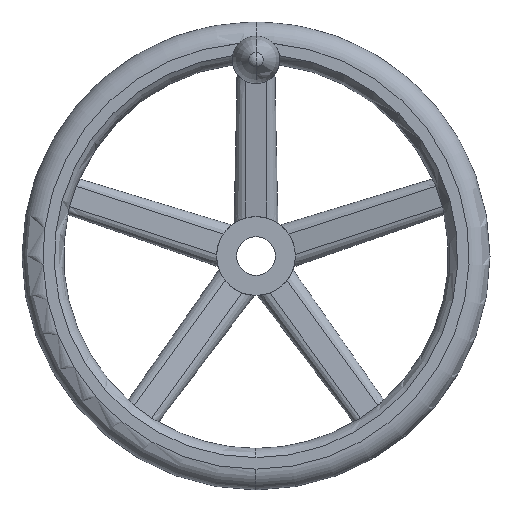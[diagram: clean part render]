
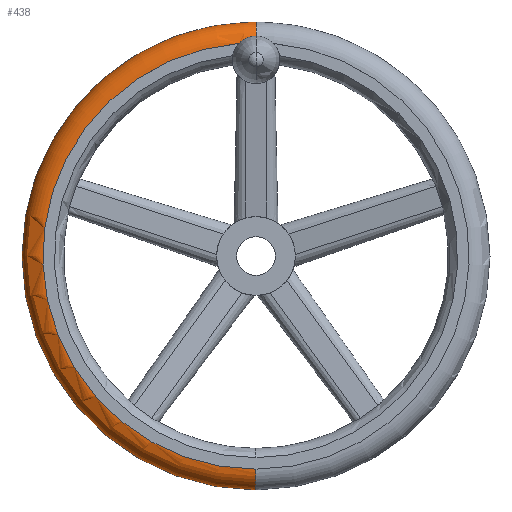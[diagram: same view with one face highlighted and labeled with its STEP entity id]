
A CAD part, top view. The second image highlights one B-rep face of the part: STEP entity #438.
In plain terms, the highlighted toroidal (fillet/blend) face has major radius 143.5 mm and minor radius 14 mm.
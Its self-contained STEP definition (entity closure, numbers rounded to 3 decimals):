
#350=EDGE_CURVE('',#396,#674,#991,.T.);
#396=VERTEX_POINT('',#1041);
#438=ADVANCED_FACE('',(#1085),#1086,.T.);
#552=EDGE_CURVE('',#844,#674,#1220,.T.);
#674=VERTEX_POINT('',#1351);
#706=EDGE_CURVE('',#730,#870,#1387,.T.);
#730=VERTEX_POINT('',#1414);
#798=EDGE_CURVE('',#730,#396,#1490,.T.);
#844=VERTEX_POINT('',#1541);
#870=VERTEX_POINT('',#1567);
#890=EDGE_CURVE('',#844,#870,#1588,.T.);
#991=CIRCLE('',#1691,143.5);
#1041=CARTESIAN_POINT('',(-11.589,143.031,56.));
#1085=FACE_OUTER_BOUND('',#2037,.T.);
#1086=TOROIDAL_SURFACE('',#2038,143.5,14.0);
#1220=CIRCLE('',#2355,14.0);
#1351=CARTESIAN_POINT('',(0.,143.5,56.0));
#1387=CIRCLE('',#2951,14.0);
#1414=CARTESIAN_POINT('',(0.,-143.5,56.0));
#1490=CIRCLE('',#3145,143.5);
#1541=CARTESIAN_POINT('',(0.,157.5,42.0));
#1567=CARTESIAN_POINT('',(0.,-157.5,42.0));
#1588=CIRCLE('',#3354,157.5);
#1691=AXIS2_PLACEMENT_3D('',#3621,#3622,#3623);
#2037=EDGE_LOOP('',(#3705,#3706,#3707,#3708,#3709));
#2038=AXIS2_PLACEMENT_3D('',#3710,#3711,#3712);
#2355=AXIS2_PLACEMENT_3D('',#3921,#3922,#3923);
#2951=AXIS2_PLACEMENT_3D('',#4090,#4091,#4092);
#3145=AXIS2_PLACEMENT_3D('',#4229,#4230,#4231);
#3354=AXIS2_PLACEMENT_3D('',#4314,#4315,#4316);
#3621=CARTESIAN_POINT('',(0.,0.,56.0));
#3622=DIRECTION('',(0.,0.,-1.0));
#3623=DIRECTION('',(0.,1.0,0.));
#3705=ORIENTED_EDGE('',*,*,#890,.T.);
#3706=ORIENTED_EDGE('',*,*,#706,.F.);
#3707=ORIENTED_EDGE('',*,*,#798,.T.);
#3708=ORIENTED_EDGE('',*,*,#350,.T.);
#3709=ORIENTED_EDGE('',*,*,#552,.F.);
#3710=CARTESIAN_POINT('',(0.,0.,42.0));
#3711=DIRECTION('',(0.,0.,1.0));
#3712=DIRECTION('',(0.,1.0,0.0));
#3921=CARTESIAN_POINT('',(0.,143.5,42.0));
#3922=DIRECTION('',(1.0,0.,0.));
#3923=DIRECTION('',(0.,1.0,0.));
#4090=CARTESIAN_POINT('',(0.,-143.5,42.0));
#4091=DIRECTION('',(1.0,0.,0.));
#4092=DIRECTION('',(0.,-1.0,0.));
#4229=CARTESIAN_POINT('',(0.,0.,56.0));
#4230=DIRECTION('',(0.,0.,-1.0));
#4231=DIRECTION('',(0.,1.0,0.));
#4314=CARTESIAN_POINT('',(0.,0.,42.0));
#4315=DIRECTION('',(0.,0.,1.0));
#4316=DIRECTION('',(1.0,0.0,0.));
